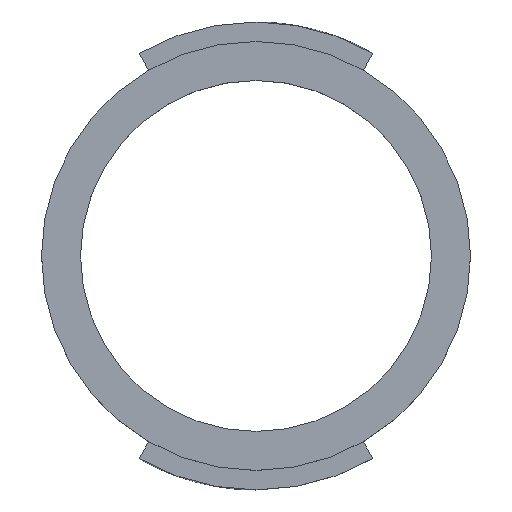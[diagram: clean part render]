
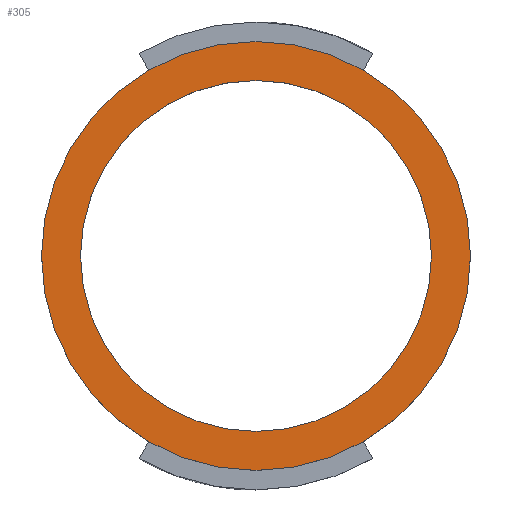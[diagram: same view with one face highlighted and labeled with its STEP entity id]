
A CAD part, top view. The second image highlights one B-rep face of the part: STEP entity #305.
In plain terms, the highlighted planar face has unit normal (0, 0, 1).
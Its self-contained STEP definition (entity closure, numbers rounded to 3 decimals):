
#305=ADVANCED_FACE('',(#669,#671),#673,.T.);
#669=FACE_BOUND('',#670,.T.);
#670=EDGE_LOOP('',(#971));
#671=FACE_BOUND('',#672,.T.);
#672=EDGE_LOOP('',(#972));
#673=PLANE('',#674);
#674=AXIS2_PLACEMENT_3D('',#675,#676,#677);
#675=CARTESIAN_POINT('',(0.,0.,5.));
#676=DIRECTION('',(0.,0.,1.));
#677=DIRECTION('',(-1.,0.,0.));
#971=ORIENTED_EDGE('',*,*,#1131,.T.);
#972=ORIENTED_EDGE('',*,*,#1153,.T.);
#1131=EDGE_CURVE('',#1313,#1313,#1314,.T.);
#1153=EDGE_CURVE('',#1354,#1354,#1355,.F.);
#1313=VERTEX_POINT('',#1706);
#1314=CIRCLE('',#1707,22.);
#1354=VERTEX_POINT('',#1801);
#1355=CIRCLE('',#1802,18.);
#1706=CARTESIAN_POINT('',(-22.,0.,5.));
#1707=AXIS2_PLACEMENT_3D('',#1708,#1709,#1710);
#1708=CARTESIAN_POINT('',(0.,0.,5.));
#1709=DIRECTION('',(0.,0.,1.));
#1710=DIRECTION('',(-1.,0.,0.));
#1801=CARTESIAN_POINT('',(-18.,0.,5.));
#1802=AXIS2_PLACEMENT_3D('',#1803,#1804,#1805);
#1803=CARTESIAN_POINT('',(0.,0.,5.));
#1804=DIRECTION('',(0.,0.,1.));
#1805=DIRECTION('',(-1.,0.,0.));
